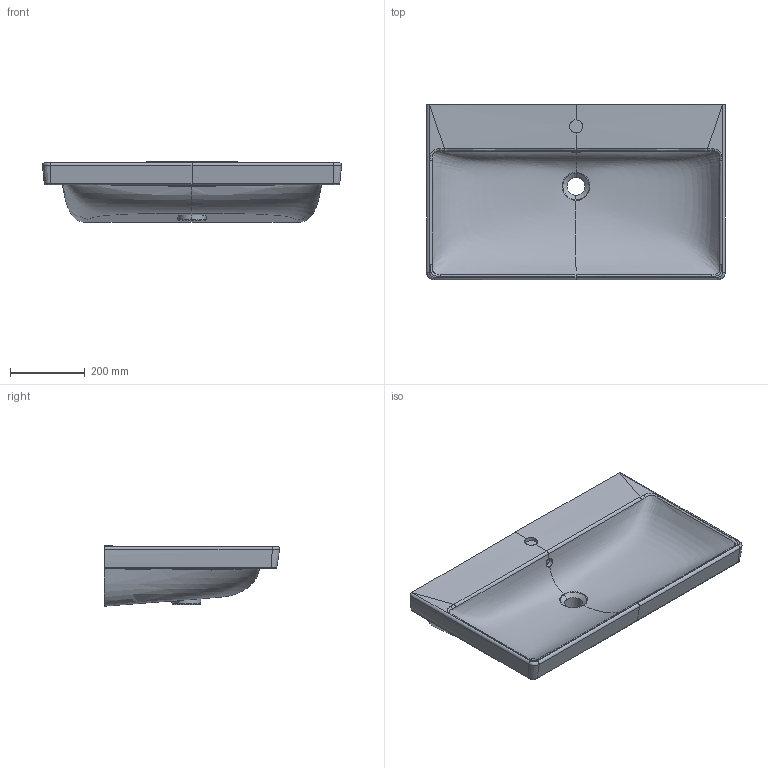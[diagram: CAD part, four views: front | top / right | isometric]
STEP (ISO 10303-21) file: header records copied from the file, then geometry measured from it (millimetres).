
FILE_DESCRIPTION(/* description */ (''),/* implementation_level */ '2;1');
FILE_NAME(/* name */ '415680_Avento_VWB_80.stp',/* time_stamp */ '2019-03-11T12:49:56+01:00',/* author */ (''),/* organization */ (''),/* preprocessor_version */ 'ST-DEVELOPER v16',/* originating_system */ 'SIEMENS PLM Software NX 10.0',/* authorisation */ '');
FILE_SCHEMA (('AUTOMOTIVE_DESIGN { 1 0 10303 214 3 1 1 1 }'));
Length unit declared in the file: millimetre
Products named in the file (1): Sier14FCA33E6u5c
Bounding box: 799.95 x 469.84 x 162 mm (x, y, z)
Volume: 25214704.8 mm3; surface area: 1101562.9 mm2
Topology: 1 solids, 1 shells, 137 faces, 353 edges, 212 vertices
Faces by surface type: bspline 89, cylinder 24, plane 16, extrusion 4, cone 2, sphere 2
Full cylindrical faces by diameter (mm): 24 x1, 35 x1
Entity records: 33859 total; most frequent: CARTESIAN_POINT 31373, ORIENTED_EDGE 686, EDGE_CURVE 343, DIRECTION 257, VERTEX_POINT 209, B_SPLINE_CURVE_WITH_KNOTS 194, EDGE_LOOP 140, ADVANCED_FACE 137
